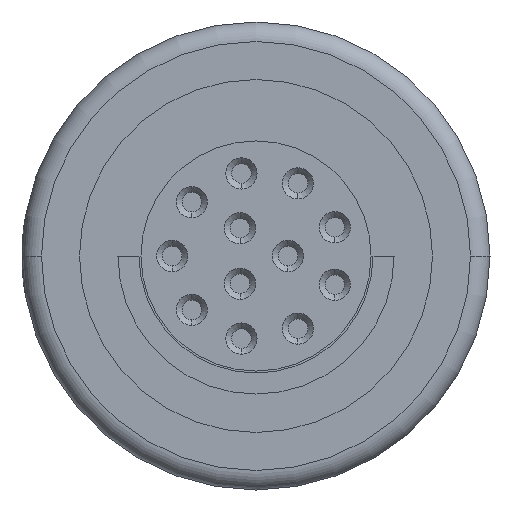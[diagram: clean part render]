
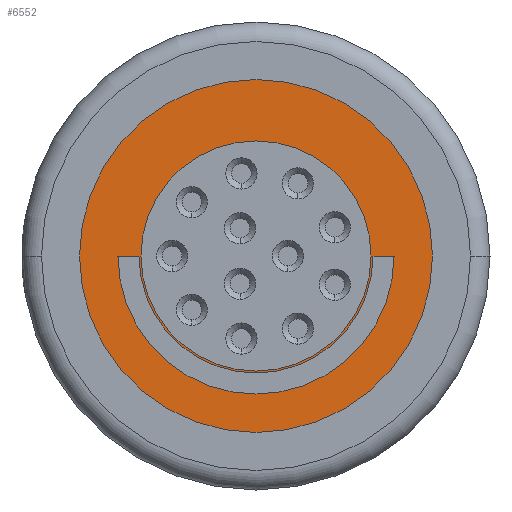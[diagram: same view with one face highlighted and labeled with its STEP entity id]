
A CAD part, left-side view. The second image highlights one B-rep face of the part: STEP entity #6552.
In plain terms, the highlighted planar face has unit normal (-1, 0, 0).
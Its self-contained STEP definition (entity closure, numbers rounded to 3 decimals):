
#1341=CARTESIAN_POINT('',(0.,0.,0.));
#1342=DIRECTION('',(-1.,0.,0.));
#1343=DIRECTION('',(0.,1.,0.));
#1344=AXIS2_PLACEMENT_3D('',#1341,#1342,#1343);
#1349=CARTESIAN_POINT('',(0.,0.,0.));
#1350=DIRECTION('',(1.,0.,0.));
#1351=DIRECTION('',(0.,1.,0.));
#1352=AXIS2_PLACEMENT_3D('',#1349,#1350,#1351);
#1357=DIRECTION('',(0.,1.,0.));
#1358=VECTOR('',#1357,0.54);
#1359=CARTESIAN_POINT('',(0.,-3.54,0.));
#1360=LINE('',#1359,#1358);
#1364=CARTESIAN_POINT('',(0.,0.,0.));
#1365=DIRECTION('',(-1.,0.,0.));
#1366=DIRECTION('',(0.,1.,0.));
#1367=AXIS2_PLACEMENT_3D('',#1364,#1365,#1366);
#1372=DIRECTION('',(0.,1.,0.));
#1373=VECTOR('',#1372,0.54);
#1374=CARTESIAN_POINT('',(0.,3.,0.));
#1375=LINE('',#1374,#1373);
#1379=CARTESIAN_POINT('',(0.,0.,0.));
#1380=DIRECTION('',(-1.,0.,0.));
#1381=DIRECTION('',(0.,1.,0.));
#1382=AXIS2_PLACEMENT_3D('',#1379,#1380,#1381);
#1387=CARTESIAN_POINT('',(0.,0.,0.));
#1388=DIRECTION('',(1.,0.,0.));
#1389=DIRECTION('',(0.,0.,-1.));
#1390=AXIS2_PLACEMENT_3D('',#1387,#1388,#1389);
#1395=CARTESIAN_POINT('',(0.,0.,0.));
#1396=DIRECTION('',(1.,0.,0.));
#1397=DIRECTION('',(0.,0.,1.));
#1398=AXIS2_PLACEMENT_3D('',#1395,#1396,#1397);
#4687=CARTESIAN_POINT('',(0.,0.,-2.95));
#4688=VERTEX_POINT('',#4687);
#4689=CARTESIAN_POINT('',(0.,0.,2.95));
#4690=VERTEX_POINT('',#4689);
#5132=CARTESIAN_POINT('',(0.,4.525,0.));
#5134=VERTEX_POINT('',#5132);
#5136=CARTESIAN_POINT('',(0.,-4.525,0.));
#5138=VERTEX_POINT('',#5136);
#5259=CARTESIAN_POINT('',(0.,-3.54,0.));
#5260=VERTEX_POINT('',#5259);
#5261=CARTESIAN_POINT('',(0.,-3.,0.));
#5262=VERTEX_POINT('',#5261);
#5263=CARTESIAN_POINT('',(0.,3.,0.));
#5264=VERTEX_POINT('',#5263);
#5265=CARTESIAN_POINT('',(0.,3.54,0.));
#5266=VERTEX_POINT('',#5265);
#6527=CARTESIAN_POINT('',(0.,0.,0.));
#6528=DIRECTION('',(1.,0.,0.));
#6529=DIRECTION('',(0.,0.,-1.));
#6530=AXIS2_PLACEMENT_3D('',#6527,#6528,#6529);
#6531=PLANE('',#6530);
#6532=ORIENTED_EDGE('',*,*,#6520,.F.);
#6533=ORIENTED_EDGE('',*,*,#6509,.T.);
#6534=EDGE_LOOP('',(#6532,#6533));
#6535=FACE_OUTER_BOUND('',#6534,.F.);
#6537=ORIENTED_EDGE('',*,*,#6536,.T.);
#6539=ORIENTED_EDGE('',*,*,#6538,.F.);
#6541=ORIENTED_EDGE('',*,*,#6540,.T.);
#6543=ORIENTED_EDGE('',*,*,#6542,.T.);
#6544=EDGE_LOOP('',(#6537,#6539,#6541,#6543));
#6545=FACE_BOUND('',#6544,.F.);
#6547=ORIENTED_EDGE('',*,*,#6546,.F.);
#6549=ORIENTED_EDGE('',*,*,#6548,.F.);
#6550=EDGE_LOOP('',(#6547,#6549));
#6551=FACE_BOUND('',#6550,.F.);
#1345=CIRCLE('',#1344,4.525);
#1353=CIRCLE('',#1352,4.525);
#1368=CIRCLE('',#1367,3.);
#1383=CIRCLE('',#1382,3.54);
#1391=CIRCLE('',#1390,2.95);
#1399=CIRCLE('',#1398,2.95);
#6509=EDGE_CURVE('',#5134,#5138,#1353,.T.);
#6520=EDGE_CURVE('',#5134,#5138,#1345,.T.);
#6536=EDGE_CURVE('',#5260,#5262,#1360,.T.);
#6538=EDGE_CURVE('',#5264,#5262,#1368,.T.);
#6540=EDGE_CURVE('',#5264,#5266,#1375,.T.);
#6542=EDGE_CURVE('',#5266,#5260,#1383,.T.);
#6546=EDGE_CURVE('',#4688,#4690,#1391,.T.);
#6548=EDGE_CURVE('',#4690,#4688,#1399,.T.);
#6552=ADVANCED_FACE('',(#6535,#6545,#6551),#6531,.F.);
